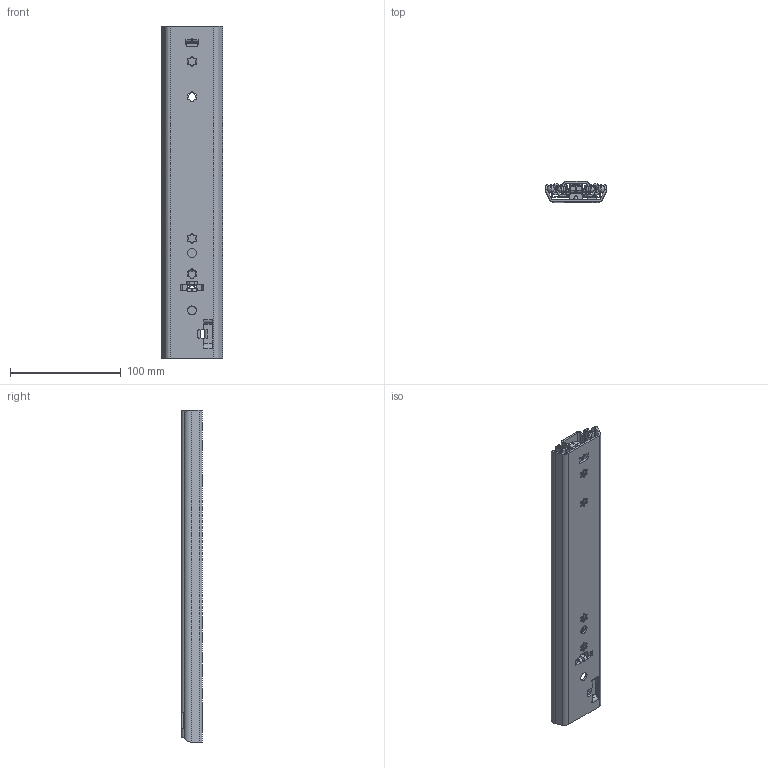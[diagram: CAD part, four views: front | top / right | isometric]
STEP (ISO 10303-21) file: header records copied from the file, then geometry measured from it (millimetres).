
FILE_DESCRIPTION((''),'2;1');
FILE_NAME('112-S61_ASM','2015-05-08T',('w.jans'),(''),'PRO/ENGINEER BY PARAMETRIC TECHNOLOGY CORPORATION, 2003450','PRO/ENGINEER BY PARAMETRIC TECHNOLOGY CORPORATION, 2003450','');
FILE_SCHEMA(('CONFIG_CONTROL_DESIGN'));
Length unit declared in the file: millimetre
Products named in the file (25): 112-S61-SKEL; 511-12-S61-HD_AF0; 511-12-S61-HD_ASM; 515-6XX-12-S61; 911-074; 515-6XX-12-S61_ASM; 512-12-S61-UA2; 512-12-S61-UA2_ASM; 515-7XX-12-S61_AF0; 911-075_AF0; 911-075_AF1; 911-075_AF2; 911-075_AF3; 911-075_AF4; 911-075_AF5; 911-075_AF6; 911-075_AF7; 911-075_AF8; 911-075_AF9; 911-075_AF10; 911-075_AF11; 515-7XX-12-S61_ASM; 513-12-S61-U3; 513-12-S61-U3_ASM; 112-S61_ASM
Assembly tree (37 placements, depth 3):
  112-S61_ASM
    112-S61-SKEL
    511-12-S61-HD_ASM
      511-12-S61-HD_AF0
    515-6XX-12-S61_ASM
      515-6XX-12-S61
      911-074  x14
    512-12-S61-UA2_ASM
      512-12-S61-UA2
    515-7XX-12-S61_ASM
      515-7XX-12-S61_AF0
      911-075_AF0
      911-075_AF1
      911-075_AF2
      911-075_AF3
      911-075_AF4
      911-075_AF5
      911-075_AF6
      911-075_AF7
      911-075_AF8
      911-075_AF9
      911-075_AF10
      911-075_AF11
    513-12-S61-U3_ASM
      513-12-S61-U3
Bounding box: 55.79 x 18.5 x 300 mm (x, y, z)
Volume: 98691.4 mm3; surface area: 131269.9 mm2
Topology: 31 solids, 31 shells, 1092 faces, 3139 edges, 1992 vertices
Faces by surface type: plane 542, cylinder 452, sphere 52, cone 42, torus 4
Entity records: 38154 total; most frequent: CARTESIAN_POINT 9465, ORIENTED_EDGE 6018, DIRECTION 5924, EDGE_CURVE 3009, AXIS2_PLACEMENT_3D 2050, VERTEX_POINT 1966, VECTOR 1824, LINE 1824
